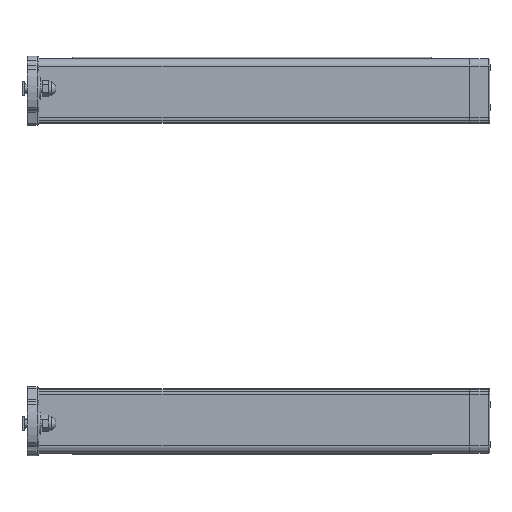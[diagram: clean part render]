
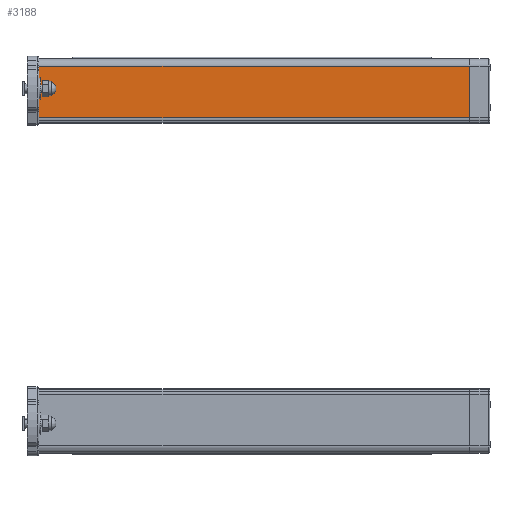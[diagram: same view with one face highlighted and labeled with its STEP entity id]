
A CAD part, front view. The second image highlights one B-rep face of the part: STEP entity #3188.
In plain terms, the highlighted planar face has unit normal (0, -1, 0).
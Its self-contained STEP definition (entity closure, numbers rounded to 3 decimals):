
#3188=ADVANCED_FACE('',(#7825),#7826,.T.);
#7825=FACE_OUTER_BOUND('',#14143,.T.);
#7826=PLANE('',#14144);
#14143=EDGE_LOOP('',(#25668,#25669,#25670,#25671));
#14144=AXIS2_PLACEMENT_3D('',#25672,#25673,#25674);
#25668=ORIENTED_EDGE('',*,*,#40313,.T.);
#25669=ORIENTED_EDGE('',*,*,#40311,.T.);
#25670=ORIENTED_EDGE('',*,*,#40314,.F.);
#25671=ORIENTED_EDGE('',*,*,#40315,.F.);
#25672=CARTESIAN_POINT('',(4.563,4.634,-6.75));
#25673=DIRECTION('',(0.,-1.0,0.));
#25674=DIRECTION('',(-1.0,0.,0.0));
#40311=EDGE_CURVE('',#48179,#48181,#48183,.T.);
#40313=EDGE_CURVE('',#48185,#48179,#48186,.T.);
#40314=EDGE_CURVE('',#48187,#48181,#48188,.T.);
#40315=EDGE_CURVE('',#48185,#48187,#48189,.T.);
#48179=VERTEX_POINT('',#59053);
#48181=VERTEX_POINT('',#59055);
#48183=LINE('',#59057,#59058);
#48185=VERTEX_POINT('',#59060);
#48186=LINE('',#59061,#59062);
#48187=VERTEX_POINT('',#59063);
#48188=LINE('',#59064,#59065);
#48189=LINE('',#59066,#59067);
#59053=CARTESIAN_POINT('',(4.563,4.634,-42.939));
#59055=CARTESIAN_POINT('',(304.563,4.634,-42.939));
#59057=CARTESIAN_POINT('',(4.563,4.634,-42.939));
#59058=VECTOR('',#71890,300.0);
#59060=CARTESIAN_POINT('',(4.563,4.634,-6.75));
#59061=CARTESIAN_POINT('',(4.563,4.634,-6.75));
#59062=VECTOR('',#71891,36.189);
#59063=CARTESIAN_POINT('',(304.563,4.634,-6.75));
#59064=CARTESIAN_POINT('',(304.563,4.634,-6.75));
#59065=VECTOR('',#71892,36.189);
#59066=CARTESIAN_POINT('',(4.563,4.634,-6.75));
#59067=VECTOR('',#71893,300.0);
#71890=DIRECTION('',(1.0,0.,0.));
#71891=DIRECTION('',(0.,0.0,-1.0));
#71892=DIRECTION('',(0.,0.0,-1.0));
#71893=DIRECTION('',(1.0,0.,0.));
